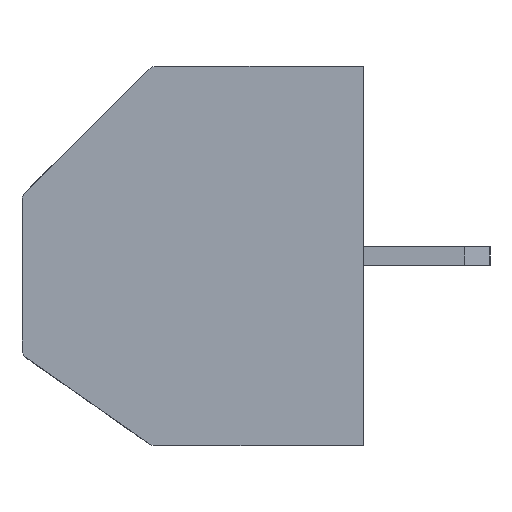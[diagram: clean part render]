
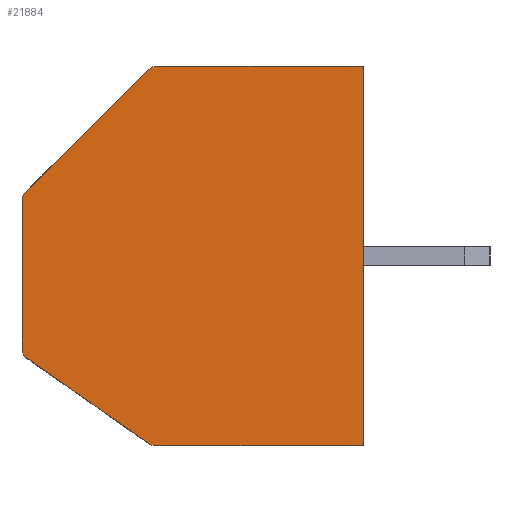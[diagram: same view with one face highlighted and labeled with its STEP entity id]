
A CAD part, left-side view. The second image highlights one B-rep face of the part: STEP entity #21884.
In plain terms, the highlighted planar face has unit normal (-1, 0, 0).
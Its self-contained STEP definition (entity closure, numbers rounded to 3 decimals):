
#8 = LINE ( 'NONE', #2597, #18574 ) ;
#102 = AXIS2_PLACEMENT_3D ( 'NONE', #5368, #35830, #11232 ) ;
#462 = CARTESIAN_POINT ( 'NONE',  ( -3., 10.8, 6. ) ) ;
#1859 = VERTEX_POINT ( 'NONE', #32694 ) ;
#2056 = LINE ( 'NONE', #15500, #10157 ) ;
#2551 = DIRECTION ( 'NONE',  ( 0., 0.819, 0.574 ) ) ;
#2597 = CARTESIAN_POINT ( 'NONE',  ( -3., 10.8, 1.9 ) ) ;
#3392 = ORIENTED_EDGE ( 'NONE', *, *, #15034, .T. ) ;
#3397 = ORIENTED_EDGE ( 'NONE', *, *, #10350, .F. ) ;
#3504 = ORIENTED_EDGE ( 'NONE', *, *, #31192, .F. ) ;
#3811 = AXIS2_PLACEMENT_3D ( 'NONE', #8227, #5662, #19471 ) ;
#4149 = EDGE_CURVE ( 'NONE', #23230, #26137, #8, .T. ) ;
#5368 = CARTESIAN_POINT ( 'NONE',  ( -3., 10.5, -2.973 ) ) ;
#5662 = DIRECTION ( 'NONE',  ( 1., 0., 0. ) ) ;
#5871 = VECTOR ( 'NONE', #6682, 1000. ) ;
#6682 = DIRECTION ( 'NONE',  ( 0., 0., 1. ) ) ;
#8227 = CARTESIAN_POINT ( 'NONE',  ( -3., 10.8, 6. ) ) ;
#8370 = CARTESIAN_POINT ( 'NONE',  ( -3., 6.605, -6. ) ) ;
#8409 = PLANE ( 'NONE',  #3811 ) ;
#8821 = CARTESIAN_POINT ( 'NONE',  ( -3., 10.8, 1.776 ) ) ;
#8902 = CARTESIAN_POINT ( 'NONE',  ( -3., 10.5, 1.776 ) ) ;
#9240 = VERTEX_POINT ( 'NONE', #8821 ) ;
#10053 = EDGE_CURVE ( 'NONE', #18543, #33316, #17403, .T. ) ;
#10157 = VECTOR ( 'NONE', #29989, 1000. ) ;
#10350 = EDGE_CURVE ( 'NONE', #23665, #1859, #22042, .T. ) ;
#10568 = VERTEX_POINT ( 'NONE', #12618 ) ;
#10928 = CARTESIAN_POINT ( 'NONE',  ( -3., 6.576, 5.7 ) ) ;
#11232 = DIRECTION ( 'NONE',  ( 0., 0., -1. ) ) ;
#11348 = CARTESIAN_POINT ( 'NONE',  ( -3., 10.8, -2.973 ) ) ;
#11454 = DIRECTION ( 'NONE',  ( -1., 0., 0. ) ) ;
#11666 = DIRECTION ( 'NONE',  ( 0., -1., 0. ) ) ;
#12540 = VERTEX_POINT ( 'NONE', #8370 ) ;
#12618 = CARTESIAN_POINT ( 'NONE',  ( -3., 0., -6. ) ) ;
#13186 = EDGE_CURVE ( 'NONE', #23665, #12540, #26847, .T. ) ;
#13573 = ORIENTED_EDGE ( 'NONE', *, *, #19105, .T. ) ;
#14399 = CARTESIAN_POINT ( 'NONE',  ( -3., 0., 6. ) ) ;
#15034 = EDGE_CURVE ( 'NONE', #10568, #33316, #25086, .T. ) ;
#15500 = CARTESIAN_POINT ( 'NONE',  ( -3., 10.8, -6. ) ) ;
#15560 = ORIENTED_EDGE ( 'NONE', *, *, #20020, .T. ) ;
#15875 = CARTESIAN_POINT ( 'NONE',  ( -3., 6.777, -5.946 ) ) ;
#17403 = LINE ( 'NONE', #462, #22808 ) ;
#17743 = CIRCLE ( 'NONE', #102, 0.3 ) ;
#18460 = EDGE_LOOP ( 'NONE', ( #3397, #32927, #15560, #3392, #23989, #22486, #22802, #26360, #3504, #13573 ) ) ;
#18522 = DIRECTION ( 'NONE',  ( 0., 0., -1. ) ) ;
#18543 = VERTEX_POINT ( 'NONE', #21272 ) ;
#18574 = VECTOR ( 'NONE', #33072, 1000. ) ;
#18886 = DIRECTION ( 'NONE',  ( -1., 0., 0. ) ) ;
#19101 = CARTESIAN_POINT ( 'NONE',  ( -3., 10.8, -3.129 ) ) ;
#19105 = EDGE_CURVE ( 'NONE', #29598, #1859, #17743, .T. ) ;
#19471 = DIRECTION ( 'NONE',  ( 0., 0., -1. ) ) ;
#19595 = DIRECTION ( 'NONE',  ( -1., 0., 0. ) ) ;
#20020 = EDGE_CURVE ( 'NONE', #12540, #10568, #2056, .T. ) ;
#20431 = CIRCLE ( 'NONE', #23978, 0.3 ) ;
#21272 = CARTESIAN_POINT ( 'NONE',  ( -3., 6.576, 6. ) ) ;
#21326 = EDGE_CURVE ( 'NONE', #18543, #26137, #35447, .T. ) ;
#21884 = ADVANCED_FACE ( 'NONE', ( #36329 ), #8409, .F. ) ;
#22042 = LINE ( 'NONE', #19101, #25184 ) ;
#22486 = ORIENTED_EDGE ( 'NONE', *, *, #21326, .T. ) ;
#22802 = ORIENTED_EDGE ( 'NONE', *, *, #4149, .F. ) ;
#22808 = VECTOR ( 'NONE', #11666, 1000. ) ;
#23230 = VERTEX_POINT ( 'NONE', #34166 ) ;
#23665 = VERTEX_POINT ( 'NONE', #15875 ) ;
#23978 = AXIS2_PLACEMENT_3D ( 'NONE', #8902, #11454, #28216 ) ;
#23989 = ORIENTED_EDGE ( 'NONE', *, *, #10053, .F. ) ;
#24590 = CARTESIAN_POINT ( 'NONE',  ( -3., 6.605, -5.7 ) ) ;
#25086 = LINE ( 'NONE', #14399, #26963 ) ;
#25184 = VECTOR ( 'NONE', #2551, 1000. ) ;
#25761 = EDGE_CURVE ( 'NONE', #23230, #9240, #20431, .T. ) ;
#26137 = VERTEX_POINT ( 'NONE', #27008 ) ;
#26354 = CARTESIAN_POINT ( 'NONE',  ( -3., 0., 6. ) ) ;
#26360 = ORIENTED_EDGE ( 'NONE', *, *, #25761, .T. ) ;
#26847 = CIRCLE ( 'NONE', #28599, 0.3 ) ;
#26963 = VECTOR ( 'NONE', #27995, 1000. ) ;
#27008 = CARTESIAN_POINT ( 'NONE',  ( -3., 6.788, 5.912 ) ) ;
#27995 = DIRECTION ( 'NONE',  ( 0., 0., 1. ) ) ;
#28216 = DIRECTION ( 'NONE',  ( 0., 0., -1. ) ) ;
#28599 = AXIS2_PLACEMENT_3D ( 'NONE', #24590, #18886, #18522 ) ;
#29598 = VERTEX_POINT ( 'NONE', #11348 ) ;
#29629 = LINE ( 'NONE', #31838, #5871 ) ;
#29989 = DIRECTION ( 'NONE',  ( 0., -1., 0. ) ) ;
#31192 = EDGE_CURVE ( 'NONE', #29598, #9240, #29629, .T. ) ;
#31838 = CARTESIAN_POINT ( 'NONE',  ( -3., 10.8, 6. ) ) ;
#32507 = AXIS2_PLACEMENT_3D ( 'NONE', #10928, #19595, #33335 ) ;
#32694 = CARTESIAN_POINT ( 'NONE',  ( -3., 10.672, -3.219 ) ) ;
#32927 = ORIENTED_EDGE ( 'NONE', *, *, #13186, .T. ) ;
#33072 = DIRECTION ( 'NONE',  ( 0., -0.707, 0.707 ) ) ;
#33316 = VERTEX_POINT ( 'NONE', #26354 ) ;
#33335 = DIRECTION ( 'NONE',  ( 0., 0., -1. ) ) ;
#34166 = CARTESIAN_POINT ( 'NONE',  ( -3., 10.712, 1.988 ) ) ;
#35447 = CIRCLE ( 'NONE', #32507, 0.3 ) ;
#35830 = DIRECTION ( 'NONE',  ( -1., 0., 0. ) ) ;
#36329 = FACE_OUTER_BOUND ( 'NONE', #18460, .T. ) ;
